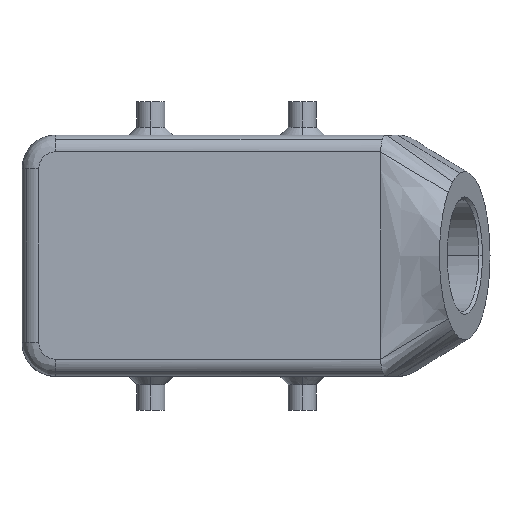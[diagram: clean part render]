
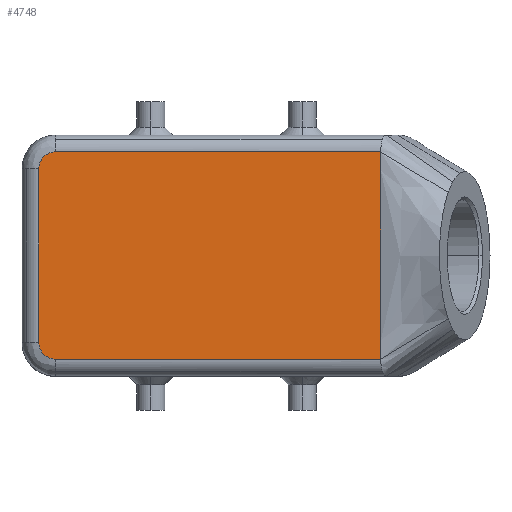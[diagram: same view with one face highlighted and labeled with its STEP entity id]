
A CAD part, top view. The second image highlights one B-rep face of the part: STEP entity #4748.
In plain terms, the highlighted planar face has unit normal (0, 0, 1).
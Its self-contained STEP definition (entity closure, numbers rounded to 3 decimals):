
#3049=CARTESIAN_POINT('',(-33.5,-15.5,52.));
#3050=VERTEX_POINT('',#3049);
#3058=CARTESIAN_POINT('',(-33.5,15.5,52.));
#3059=VERTEX_POINT('',#3058);
#3060=CARTESIAN_POINT('',(-33.5,-15.5,52.));
#3061=DIRECTION('',(0.0,1.0,0.0));
#3062=VECTOR('',#3061,31.);
#3063=LINE('',#3060,#3062);
#3064=EDGE_CURVE('',#3050,#3059,#3063,.T.);
#4099=CARTESIAN_POINT('',(27.5,18.5,52.0));
#4100=VERTEX_POINT('',#4099);
#4168=CARTESIAN_POINT('',(27.5,15.107,52.0));
#4169=VERTEX_POINT('',#4168);
#4170=CARTESIAN_POINT('',(27.5,15.107,52.0));
#4171=DIRECTION('',(0.0,1.0,0.0));
#4172=VECTOR('',#4171,3.393);
#4173=LINE('',#4170,#4172);
#4174=EDGE_CURVE('',#4169,#4100,#4173,.T.);
#4176=CARTESIAN_POINT('',(27.5,-15.107,52.0));
#4177=VERTEX_POINT('',#4176);
#4178=CARTESIAN_POINT('',(27.5,-15.107,52.0));
#4179=DIRECTION('',(0.0,1.0,0.0));
#4180=VECTOR('',#4179,30.214);
#4181=LINE('',#4178,#4180);
#4182=EDGE_CURVE('',#4177,#4169,#4181,.T.);
#4184=CARTESIAN_POINT('',(27.5,-18.5,52.0));
#4185=VERTEX_POINT('',#4184);
#4186=CARTESIAN_POINT('',(27.5,-18.5,52.0));
#4187=DIRECTION('',(0.0,1.0,0.0));
#4188=VECTOR('',#4187,3.393);
#4189=LINE('',#4186,#4188);
#4190=EDGE_CURVE('',#4185,#4177,#4189,.T.);
#4507=CARTESIAN_POINT('',(-30.5,-18.5,52.));
#4508=VERTEX_POINT('',#4507);
#4509=CARTESIAN_POINT('',(27.5,-18.5,52.0));
#4510=DIRECTION('',(-1.0,0.0,0.0));
#4511=VECTOR('',#4510,58.);
#4512=LINE('',#4509,#4511);
#4513=EDGE_CURVE('',#4185,#4508,#4512,.T.);
#4598=CARTESIAN_POINT('',(-30.5,-15.5,52.));
#4599=DIRECTION('',(0.,0.,-1.0));
#4600=DIRECTION('',(-0.707,-0.707,0.));
#4601=AXIS2_PLACEMENT_3D('',#4598,#4599,#4600);
#4602=CIRCLE('',#4601,3.0);
#4603=EDGE_CURVE('',#4508,#3050,#4602,.T.);
#4686=CARTESIAN_POINT('',(-30.5,18.5,52.));
#4687=VERTEX_POINT('',#4686);
#4706=CARTESIAN_POINT('',(-30.5,15.5,52.));
#4707=DIRECTION('',(0.,0.,-1.0));
#4708=DIRECTION('',(-0.707,0.707,0.));
#4709=AXIS2_PLACEMENT_3D('',#4706,#4707,#4708);
#4710=CIRCLE('',#4709,3.0);
#4711=EDGE_CURVE('',#3059,#4687,#4710,.T.);
#4723=CARTESIAN_POINT('',(-30.5,18.5,52.));
#4724=DIRECTION('',(1.0,0.0,0.0));
#4725=VECTOR('',#4724,58.);
#4726=LINE('',#4723,#4725);
#4727=EDGE_CURVE('',#4687,#4100,#4726,.T.);
#4733=CARTESIAN_POINT('',(27.5,0.0,52.0));
#4734=DIRECTION('',(0.0,0.0,1.0));
#4735=DIRECTION('',(1.0,0.0,0.0));
#4736=AXIS2_PLACEMENT_3D('',#4733,#4734,#4735);
#4737=PLANE('',#4736);
#4738=ORIENTED_EDGE('',*,*,#4727,.F.);
#4739=ORIENTED_EDGE('',*,*,#4711,.F.);
#4740=ORIENTED_EDGE('',*,*,#3064,.F.);
#4741=ORIENTED_EDGE('',*,*,#4603,.F.);
#4742=ORIENTED_EDGE('',*,*,#4513,.F.);
#4743=ORIENTED_EDGE('',*,*,#4190,.T.);
#4744=ORIENTED_EDGE('',*,*,#4182,.T.);
#4745=ORIENTED_EDGE('',*,*,#4174,.T.);
#4746=EDGE_LOOP('',(#4738,#4739,#4740,#4741,#4742,#4743,#4744,#4745));
#4747=FACE_OUTER_BOUND('',#4746,.T.);
#4748=ADVANCED_FACE('',(#4747),#4737,.T.);
